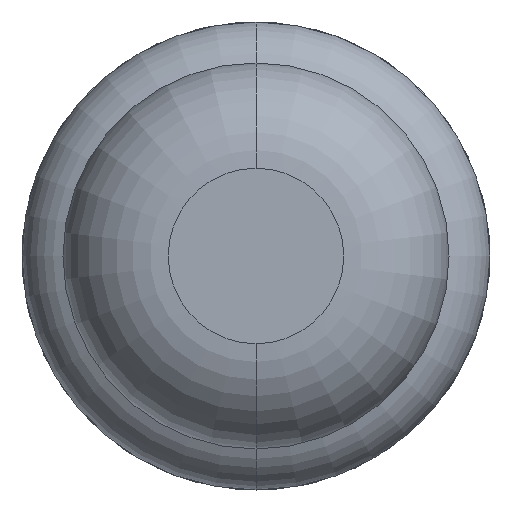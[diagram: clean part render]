
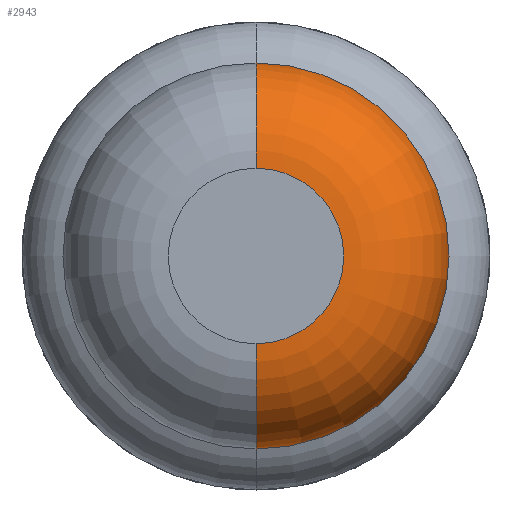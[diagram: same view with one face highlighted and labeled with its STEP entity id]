
A CAD part, front view. The second image highlights one B-rep face of the part: STEP entity #2943.
In plain terms, the highlighted toroidal (fillet/blend) face has major radius 0.375 mm and minor radius 0.45 mm.
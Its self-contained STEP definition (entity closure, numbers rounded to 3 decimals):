
#110 = ORIENTED_EDGE ( 'NONE', *, *, #2091, .T. ) ;
#128 = ORIENTED_EDGE ( 'NONE', *, *, #1116, .T. ) ;
#253 = DIRECTION ( 'NONE',  ( 0., 1., 0. ) ) ;
#292 = CARTESIAN_POINT ( 'NONE',  ( 0., -27.4, 0.375 ) ) ;
#406 = AXIS2_PLACEMENT_3D ( 'NONE', #2972, #253, #3607 ) ;
#595 = DIRECTION ( 'NONE',  ( 1., 0., 0. ) ) ;
#702 = ORIENTED_EDGE ( 'NONE', *, *, #2513, .F. ) ;
#881 = FACE_OUTER_BOUND ( 'NONE', #2016, .T. ) ;
#931 = VERTEX_POINT ( 'NONE', #2947 ) ;
#1015 = CIRCLE ( 'NONE', #3295, 0.45 ) ;
#1023 = VERTEX_POINT ( 'NONE', #2644 ) ;
#1076 = ORIENTED_EDGE ( 'NONE', *, *, #3388, .F. ) ;
#1116 = EDGE_CURVE ( 'Defeature ausgef�hrt1_6+Defeature ausgef�hrt1_5+Defeature ausgef�hrt1_5+Defeature ausgef�hrt1_5', #2122, #931, #3125, .T. ) ;
#1177 = CARTESIAN_POINT ( 'NONE',  ( 0., -26.95, -0.375 ) ) ;
#1181 = DIRECTION ( 'NONE',  ( -1., 0., 0. ) ) ;
#1365 = CIRCLE ( 'NONE', #3390, 0.45 ) ;
#1467 = DIRECTION ( 'NONE',  ( 0., 0., 1. ) ) ;
#1916 = VERTEX_POINT ( 'NONE', #2333 ) ;
#2016 = EDGE_LOOP ( 'NONE', ( #128, #110, #702, #1076 ) ) ;
#2091 = EDGE_CURVE ( 'NONE', #931, #1023, #1365, .T. ) ;
#2122 = VERTEX_POINT ( 'NONE', #292 ) ;
#2289 = AXIS2_PLACEMENT_3D ( 'NONE', #2427, #3628, #3953 ) ;
#2333 = CARTESIAN_POINT ( 'NONE',  ( 0., -26.95, 0.825 ) ) ;
#2427 = CARTESIAN_POINT ( 'NONE',  ( 0., -26.95, 0. ) ) ;
#2513 = EDGE_CURVE ( 'Defeature ausgef�hrt1_7+Defeature ausgef�hrt1_6+Defeature ausgef�hrt1_6+Defeature ausgef�hrt1_6', #1916, #1023, #2890, .T. ) ;
#2644 = CARTESIAN_POINT ( 'NONE',  ( 0., -26.95, -0.825 ) ) ;
#2888 = AXIS2_PLACEMENT_3D ( 'NONE', #3205, #3534, #2926 ) ;
#2890 = CIRCLE ( 'NONE', #2289, 0.825 ) ;
#2926 = DIRECTION ( 'NONE',  ( 0., 0., 1. ) ) ;
#2943 = ADVANCED_FACE ( 'Defeature ausgef�hrt1_6', ( #881 ), #3349, .T. ) ;
#2947 = CARTESIAN_POINT ( 'NONE',  ( 0., -27.4, -0.375 ) ) ;
#2972 = CARTESIAN_POINT ( 'NONE',  ( 0., -27.4, 0. ) ) ;
#3125 = CIRCLE ( 'NONE', #406, 0.375 ) ;
#3205 = CARTESIAN_POINT ( 'NONE',  ( 0., -26.95, 0. ) ) ;
#3295 = AXIS2_PLACEMENT_3D ( 'NONE', #3928, #1181, #1467 ) ;
#3349 = TOROIDAL_SURFACE ( 'NONE', #2888, 0.375, 0.45 ) ;
#3388 = EDGE_CURVE ( 'NONE', #2122, #1916, #1015, .T. ) ;
#3390 = AXIS2_PLACEMENT_3D ( 'NONE', #1177, #595, #3913 ) ;
#3534 = DIRECTION ( 'NONE',  ( 0., 1., 0. ) ) ;
#3607 = DIRECTION ( 'NONE',  ( 0., 0., 1. ) ) ;
#3628 = DIRECTION ( 'NONE',  ( 0., 1., 0. ) ) ;
#3913 = DIRECTION ( 'NONE',  ( 0., 0., -1. ) ) ;
#3928 = CARTESIAN_POINT ( 'NONE',  ( 0., -26.95, 0.375 ) ) ;
#3953 = DIRECTION ( 'NONE',  ( 0., 0., 1. ) ) ;
